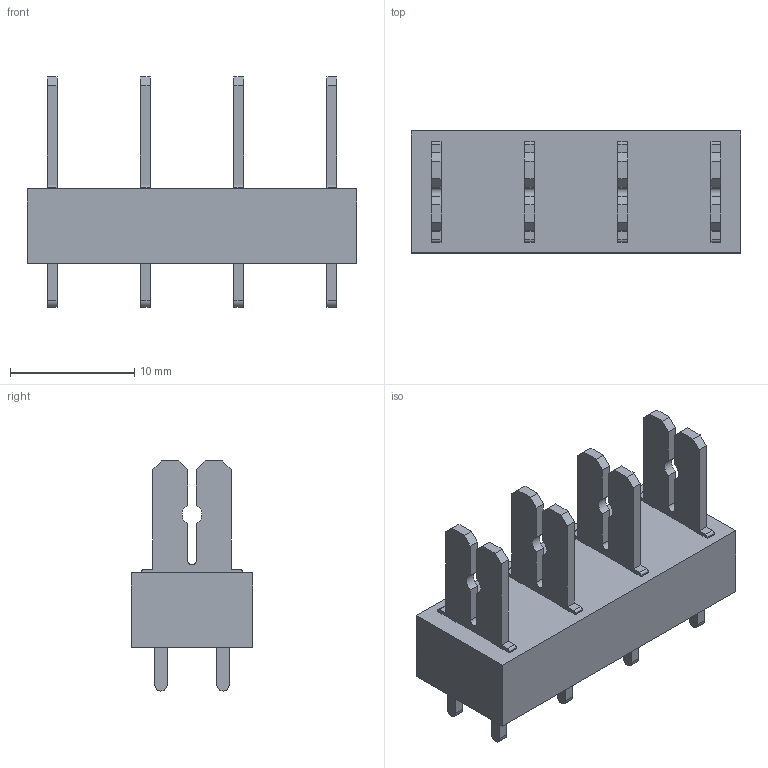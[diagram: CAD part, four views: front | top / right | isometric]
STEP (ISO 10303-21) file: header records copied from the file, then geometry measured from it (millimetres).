
FILE_DESCRIPTION(('CATIA V5 STEP Exchange','CAx-IF Rec.Pracs.--- Model Styling and Organization---1.2---2011-12-15'),'2;1');
FILE_NAME ('D1464855_0_9500640000_9500640000.stp','2018-12-03T09:17:08+00:00',('none'),('Weidmueller'),'CATIA Version 5-6 Release 2014','CATIA V5 STEP AP214','none');
FILE_SCHEMA(('AUTOMOTIVE_DESIGN { 1 0 10303 214 1 1 1 1 }'));
Length unit declared in the file: millimetre
Products named in the file (1): 9500640000
Bounding box: 26.5 x 9.8 x 18.5 mm (x, y, z)
Volume: 1738.4 mm3; surface area: 1938.7 mm2
Topology: 5 solids, 5 shells, 166 faces, 468 edges, 312 vertices
Faces by surface type: plane 138, cylinder 28
Entity records: 4771 total; most frequent: ORIENTED_EDGE 936, CARTESIAN_POINT 833, DIRECTION 572, EDGE_CURVE 468, VECTOR 412, LINE 412, VERTEX_POINT 312, EDGE_LOOP 182
